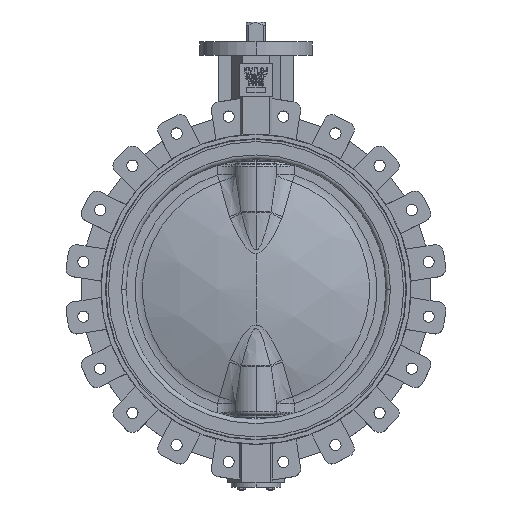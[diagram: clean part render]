
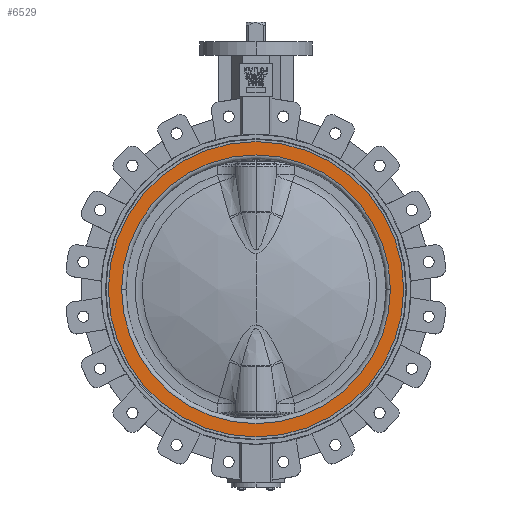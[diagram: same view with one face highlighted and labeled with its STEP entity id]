
A CAD part, top view. The second image highlights one B-rep face of the part: STEP entity #6529.
In plain terms, the highlighted planar face has unit normal (0, 0, 1).
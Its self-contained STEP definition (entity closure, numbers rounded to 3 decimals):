
#197 = DIRECTION ( 'NONE',  ( 1., 0., 0. ) ) ;
#2310 = DIRECTION ( 'NONE',  ( 1., 0., 0. ) ) ;
#2407 = CARTESIAN_POINT ( 'NONE',  ( 0., 249.8, 65. ) ) ;
#2619 = CARTESIAN_POINT ( 'NONE',  ( 0., 0., 65. ) ) ;
#2776 = ORIENTED_EDGE ( 'NONE', *, *, #10836, .T. ) ;
#4368 = CARTESIAN_POINT ( 'NONE',  ( -274.5, 0., 65. ) ) ;
#4753 = CARTESIAN_POINT ( 'NONE',  ( -249.8, 0., 65. ) ) ;
#5029 = VERTEX_POINT ( 'NONE', #4753 ) ;
#5164 = PLANE ( 'NONE',  #13935 ) ;
#5972 = AXIS2_PLACEMENT_3D ( 'NONE', #17118, #10133, #197 ) ;
#6529 = ADVANCED_FACE ( 'NONE', ( #14507, #30851 ), #5164, .F. ) ;
#8080 = CARTESIAN_POINT ( 'NONE',  ( 274.5, 0., 65. ) ) ;
#8428 = ORIENTED_EDGE ( 'NONE', *, *, #21893, .F. ) ;
#9453 = DIRECTION ( 'NONE',  ( 0., 0., 1. ) ) ;
#10091 = DIRECTION ( 'NONE',  ( 0., 0., -1. ) ) ;
#10133 = DIRECTION ( 'NONE',  ( 0., 0., 1. ) ) ;
#10231 = DIRECTION ( 'NONE',  ( 0., 0., 1. ) ) ;
#10432 = VERTEX_POINT ( 'NONE', #24845 ) ;
#10836 = EDGE_CURVE ( 'NONE', #20651, #23473, #18523, .T. ) ;
#12652 = ORIENTED_EDGE ( 'NONE', *, *, #19712, .F. ) ;
#12981 = CIRCLE ( 'NONE', #22986, 274.5 ) ;
#13584 = DIRECTION ( 'NONE',  ( 1., 0., 0. ) ) ;
#13935 = AXIS2_PLACEMENT_3D ( 'NONE', #2407, #10091, #31435 ) ;
#14507 = FACE_BOUND ( 'NONE', #28740, .T. ) ;
#15020 = CARTESIAN_POINT ( 'NONE',  ( 0., 0., 65. ) ) ;
#15569 = EDGE_CURVE ( 'NONE', #23473, #20651, #12981, .T. ) ;
#16736 = AXIS2_PLACEMENT_3D ( 'NONE', #2619, #9453, #2310 ) ;
#17118 = CARTESIAN_POINT ( 'NONE',  ( 0., 0., 65. ) ) ;
#18067 = ORIENTED_EDGE ( 'NONE', *, *, #15569, .T. ) ;
#18523 = CIRCLE ( 'NONE', #22321, 274.5 ) ;
#19712 = EDGE_CURVE ( 'NONE', #10432, #5029, #23031, .T. ) ;
#20651 = VERTEX_POINT ( 'NONE', #8080 ) ;
#20990 = CARTESIAN_POINT ( 'NONE',  ( 0., 0., 65. ) ) ;
#21893 = EDGE_CURVE ( 'NONE', #5029, #10432, #31522, .T. ) ;
#22321 = AXIS2_PLACEMENT_3D ( 'NONE', #20990, #25584, #13584 ) ;
#22986 = AXIS2_PLACEMENT_3D ( 'NONE', #15020, #10231, #29250 ) ;
#23031 = CIRCLE ( 'NONE', #16736, 249.8 ) ;
#23473 = VERTEX_POINT ( 'NONE', #4368 ) ;
#24845 = CARTESIAN_POINT ( 'NONE',  ( 249.8, 0., 65. ) ) ;
#25584 = DIRECTION ( 'NONE',  ( 0., 0., 1. ) ) ;
#28165 = EDGE_LOOP ( 'NONE', ( #2776, #18067 ) ) ;
#28740 = EDGE_LOOP ( 'NONE', ( #12652, #8428 ) ) ;
#29250 = DIRECTION ( 'NONE',  ( 1., 0., 0. ) ) ;
#30851 = FACE_OUTER_BOUND ( 'NONE', #28165, .T. ) ;
#31435 = DIRECTION ( 'NONE',  ( -1., 0., 0. ) ) ;
#31522 = CIRCLE ( 'NONE', #5972, 249.8 ) ;
